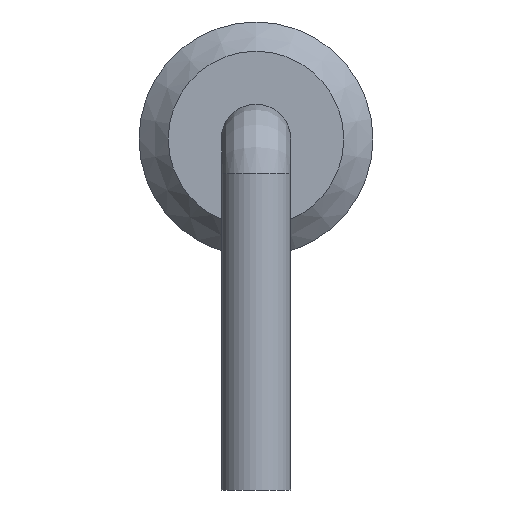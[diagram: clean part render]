
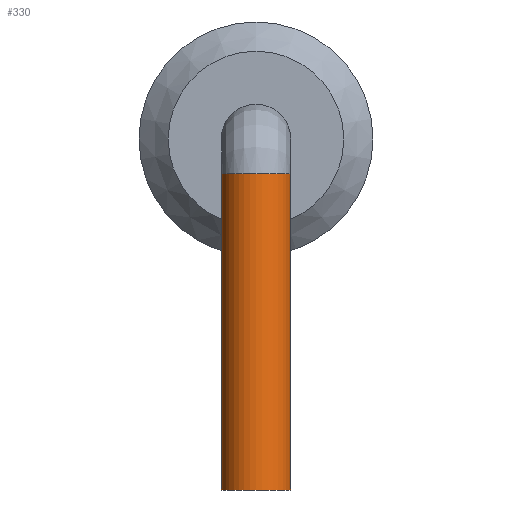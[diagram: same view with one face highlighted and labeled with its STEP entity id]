
A CAD part, left-side view. The second image highlights one B-rep face of the part: STEP entity #330.
In plain terms, the highlighted cylindrical face has radius 0.545 mm (diameter 1.09 mm), a full revolution.
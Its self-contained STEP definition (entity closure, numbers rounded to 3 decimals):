
#213 = VERTEX_POINT('',#214);
#214 = CARTESIAN_POINT('',(0.545,0.,1.295));
#254 = SURFACE_OF_REVOLUTION('',#255,#260);
#255 = CIRCLE('',#256,0.545);
#256 = AXIS2_PLACEMENT_3D('',#257,#258,#259);
#257 = CARTESIAN_POINT('',(1.09,0.,1.295));
#258 = DIRECTION('',(0.,0.,-1.));
#259 = DIRECTION('',(1.,0.,0.));
#260 = AXIS1_PLACEMENT('',#261,#262);
#261 = CARTESIAN_POINT('',(0.545,0.,1.295));
#262 = DIRECTION('',(0.,-1.,0.));
#305 = EDGE_CURVE('',#213,#213,#306,.T.);
#306 = SURFACE_CURVE('',#307,(#312,#319),.PCURVE_S1.);
#307 = CIRCLE('',#308,0.545);
#308 = AXIS2_PLACEMENT_3D('',#309,#310,#311);
#309 = CARTESIAN_POINT('',(0.,0.,1.295));
#310 = DIRECTION('',(0.,0.,1.));
#311 = DIRECTION('',(-1.,0.,0.));
#312 = PCURVE('',#254,#313);
#313 = DEFINITIONAL_REPRESENTATION('',(#314),#318);
#314 = LINE('',#315,#316);
#315 = CARTESIAN_POINT('',(3.142,0.));
#316 = VECTOR('',#317,1.);
#317 = DIRECTION('',(0.,1.));
#318 = ( GEOMETRIC_REPRESENTATION_CONTEXT(2) 
PARAMETRIC_REPRESENTATION_CONTEXT() REPRESENTATION_CONTEXT('2D SPACE',''
  ) );
#319 = PCURVE('',#320,#325);
#320 = CYLINDRICAL_SURFACE('',#321,0.545);
#321 = AXIS2_PLACEMENT_3D('',#322,#323,#324);
#322 = CARTESIAN_POINT('',(0.,0.,1.295
    ));
#323 = DIRECTION('',(0.,0.,-1.));
#324 = DIRECTION('',(1.,0.,0.));
#325 = DEFINITIONAL_REPRESENTATION('',(#326),#329);
#326 = B_SPLINE_CURVE_WITH_KNOTS('',1,(#327,#328),.UNSPECIFIED.,.F.,.F.,
  (2,2),(3.142,9.425),.PIECEWISE_BEZIER_KNOTS.);
#327 = CARTESIAN_POINT('',(6.283,0.));
#328 = CARTESIAN_POINT('',(0.,0.));
#329 = ( GEOMETRIC_REPRESENTATION_CONTEXT(2) 
PARAMETRIC_REPRESENTATION_CONTEXT() REPRESENTATION_CONTEXT('2D SPACE',''
  ) );
#330 = ADVANCED_FACE('',(#331),#320,.T.);
#331 = FACE_BOUND('',#332,.T.);
#332 = EDGE_LOOP('',(#333,#355,#386,#387));
#333 = ORIENTED_EDGE('',*,*,#334,.T.);
#334 = EDGE_CURVE('',#213,#335,#337,.T.);
#335 = VERTEX_POINT('',#336);
#336 = CARTESIAN_POINT('',(0.545,0.,-3.68));
#337 = SEAM_CURVE('',#338,(#342,#348),.PCURVE_S1.);
#338 = LINE('',#339,#340);
#339 = CARTESIAN_POINT('',(0.545,0.,1.295));
#340 = VECTOR('',#341,1.);
#341 = DIRECTION('',(0.,0.,-1.));
#342 = PCURVE('',#320,#343);
#343 = DEFINITIONAL_REPRESENTATION('',(#344),#347);
#344 = B_SPLINE_CURVE_WITH_KNOTS('',1,(#345,#346),.UNSPECIFIED.,.F.,.F.,
  (2,2),(0.,4.975),.PIECEWISE_BEZIER_KNOTS.);
#345 = CARTESIAN_POINT('',(6.283,0.));
#346 = CARTESIAN_POINT('',(6.283,4.975));
#347 = ( GEOMETRIC_REPRESENTATION_CONTEXT(2) 
PARAMETRIC_REPRESENTATION_CONTEXT() REPRESENTATION_CONTEXT('2D SPACE',''
  ) );
#348 = PCURVE('',#320,#349);
#349 = DEFINITIONAL_REPRESENTATION('',(#350),#354);
#350 = LINE('',#351,#352);
#351 = CARTESIAN_POINT('',(0.,0.));
#352 = VECTOR('',#353,1.);
#353 = DIRECTION('',(0.,1.));
#354 = ( GEOMETRIC_REPRESENTATION_CONTEXT(2) 
PARAMETRIC_REPRESENTATION_CONTEXT() REPRESENTATION_CONTEXT('2D SPACE',''
  ) );
#355 = ORIENTED_EDGE('',*,*,#356,.F.);
#356 = EDGE_CURVE('',#335,#335,#357,.T.);
#357 = SURFACE_CURVE('',#358,(#363,#370),.PCURVE_S1.);
#358 = CIRCLE('',#359,0.545);
#359 = AXIS2_PLACEMENT_3D('',#360,#361,#362);
#360 = CARTESIAN_POINT('',(0.,0.,-3.68
    ));
#361 = DIRECTION('',(0.,0.,-1.));
#362 = DIRECTION('',(1.,0.,0.));
#363 = PCURVE('',#320,#364);
#364 = DEFINITIONAL_REPRESENTATION('',(#365),#369);
#365 = LINE('',#366,#367);
#366 = CARTESIAN_POINT('',(0.,4.975));
#367 = VECTOR('',#368,1.);
#368 = DIRECTION('',(1.,0.));
#369 = ( GEOMETRIC_REPRESENTATION_CONTEXT(2) 
PARAMETRIC_REPRESENTATION_CONTEXT() REPRESENTATION_CONTEXT('2D SPACE',''
  ) );
#370 = PCURVE('',#371,#376);
#371 = PLANE('',#372);
#372 = AXIS2_PLACEMENT_3D('',#373,#374,#375);
#373 = CARTESIAN_POINT('',(0.545,0.,-3.68));
#374 = DIRECTION('',(0.,0.,1.));
#375 = DIRECTION('',(1.,0.,-0.));
#376 = DEFINITIONAL_REPRESENTATION('',(#377),#385);
#377 = ( BOUNDED_CURVE() B_SPLINE_CURVE(2,(#378,#379,#380,#381,#382,#383
,#384),.UNSPECIFIED.,.F.,.F.) B_SPLINE_CURVE_WITH_KNOTS((1,2,2,2,2,1),(
    -2.094,0.,2.094,4.189,6.283,
8.378),.UNSPECIFIED.) CURVE() GEOMETRIC_REPRESENTATION_ITEM() 
RATIONAL_B_SPLINE_CURVE((1.,0.5,1.,0.5,1.,0.5,1.)) REPRESENTATION_ITEM(
  '') );
#378 = CARTESIAN_POINT('',(0.,0.));
#379 = CARTESIAN_POINT('',(0.,-0.944));
#380 = CARTESIAN_POINT('',(-0.818,-0.472));
#381 = CARTESIAN_POINT('',(-1.635,0.));
#382 = CARTESIAN_POINT('',(-0.818,0.472));
#383 = CARTESIAN_POINT('',(0.,0.944));
#384 = CARTESIAN_POINT('',(0.,0.));
#385 = ( GEOMETRIC_REPRESENTATION_CONTEXT(2) 
PARAMETRIC_REPRESENTATION_CONTEXT() REPRESENTATION_CONTEXT('2D SPACE',''
  ) );
#386 = ORIENTED_EDGE('',*,*,#334,.F.);
#387 = ORIENTED_EDGE('',*,*,#305,.F.);
